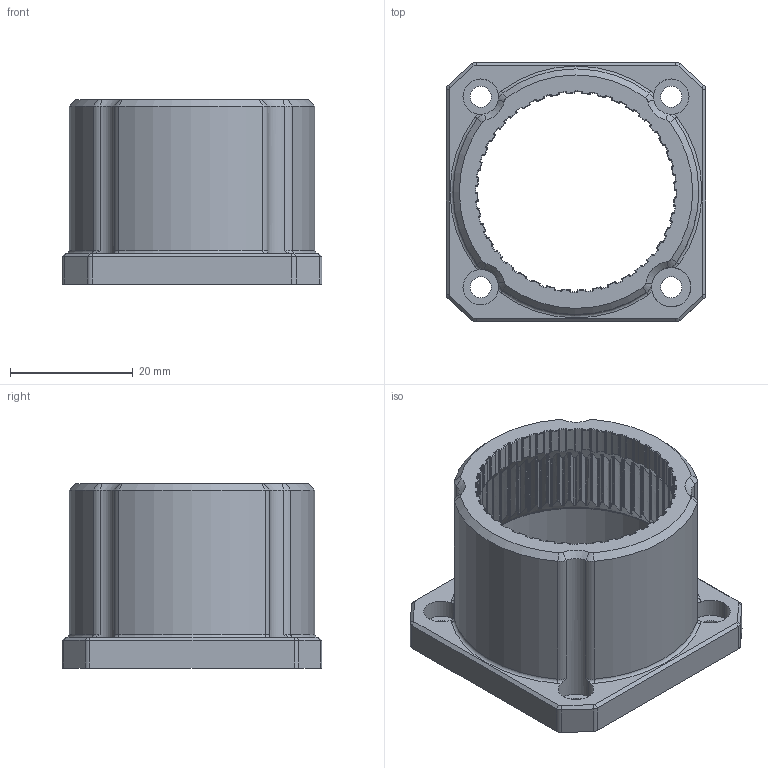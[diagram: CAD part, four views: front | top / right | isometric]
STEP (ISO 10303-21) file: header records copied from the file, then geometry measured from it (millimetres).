
FILE_DESCRIPTION((''),'2;1');
FILE_NAME('CCL_S_62','2025-06-21T14:23:45',('admin'),(''),'CREO PARAMETRIC BY PTC INC, 2019010','CREO PARAMETRIC BY PTC INC, 2019010','');
FILE_SCHEMA(('CONFIG_CONTROL_DESIGN'));
Length unit declared in the file: millimetre
Products named in the file (1): CCL_S_62
Bounding box: 42.3 x 42.3 x 30 mm (x, y, z)
Volume: 11018.6 mm3; surface area: 9701.8 mm2
Topology: 1 solids, 1 shells, 1142 faces, 3053 edges, 1834 vertices
Faces by surface type: cylinder 335, plane 297, cone 268, extrusion 228, torus 14
Entity records: 42446 total; most frequent: CARTESIAN_POINT 15696, ORIENTED_EDGE 5946, DIRECTION 4901, EDGE_CURVE 2973, VERTEX_POINT 1834, AXIS2_PLACEMENT_3D 1642, VECTOR 1617, LINE 1389
